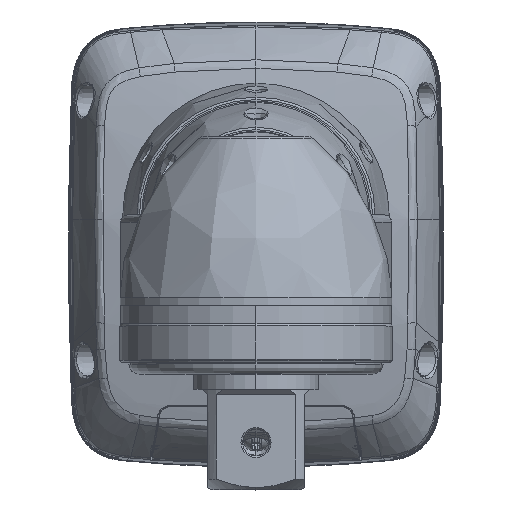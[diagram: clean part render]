
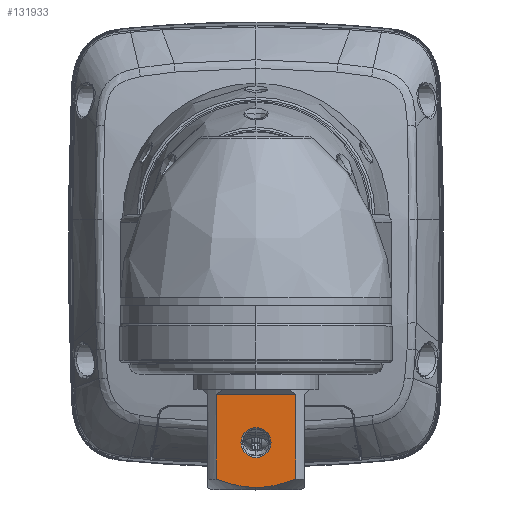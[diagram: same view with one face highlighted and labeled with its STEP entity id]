
A CAD part, top view. The second image highlights one B-rep face of the part: STEP entity #131933.
In plain terms, the highlighted planar face has unit normal (0, 0, 1).
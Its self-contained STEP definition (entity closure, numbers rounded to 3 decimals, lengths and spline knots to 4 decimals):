
#24381=DIRECTION('',(-1.,0.,0.));
#24382=VECTOR('',#24381,0.6228);
#24383=CARTESIAN_POINT('',(0.3114,-1.4055,
13.3563));
#24384=LINE('',#24383,#24382);
#24629=DIRECTION('',(0.,-1.,0.));
#24630=VECTOR('',#24629,0.6651);
#24631=CARTESIAN_POINT('',(-0.3114,-1.4055,
13.3563));
#24632=LINE('',#24631,#24630);
#24633=DIRECTION('',(0.,-1.,0.));
#24634=VECTOR('',#24633,0.6651);
#24635=CARTESIAN_POINT('',(0.3114,-1.4055,
13.3563));
#24636=LINE('',#24635,#24634);
#24637=CARTESIAN_POINT('',(0.3114,-2.0706,
13.3563));
#24638=CARTESIAN_POINT('',(0.2877,-2.0793,
13.3563));
#24639=CARTESIAN_POINT('',(0.2418,-2.095,
13.3563));
#24640=CARTESIAN_POINT('',(0.1794,-2.1126,
13.3563));
#24641=CARTESIAN_POINT('',(0.1194,-2.1255,
13.3563));
#24642=CARTESIAN_POINT('',(0.0598,-2.1335,
13.3563));
#24643=CARTESIAN_POINT('',(0.0199,-2.1354,
13.3563));
#24644=CARTESIAN_POINT('',(0.,-2.1354,13.3563));
#24646=CARTESIAN_POINT('',(0.,-2.1354,13.3563));
#24647=CARTESIAN_POINT('',(-0.0199,-2.1354,
13.3563));
#24648=CARTESIAN_POINT('',(-0.0598,-2.1335,
13.3563));
#24649=CARTESIAN_POINT('',(-0.1194,-2.1255,
13.3563));
#24650=CARTESIAN_POINT('',(-0.1794,-2.1126,
13.3563));
#24651=CARTESIAN_POINT('',(-0.2419,-2.095,
13.3563));
#24652=CARTESIAN_POINT('',(-0.2877,-2.0793,
13.3563));
#24653=CARTESIAN_POINT('',(-0.3114,-2.0706,
13.3563));
#24655=CARTESIAN_POINT('',(0.,-1.7835,13.3563));
#24656=DIRECTION('',(0.,0.,-1.));
#24657=DIRECTION('',(1.,0.,0.));
#24658=AXIS2_PLACEMENT_3D('',#24655,#24656,#24657);
#24660=CARTESIAN_POINT('',(0.,-1.7835,13.3563));
#24661=DIRECTION('',(0.,0.,-1.));
#24662=DIRECTION('',(-1.,0.,0.));
#24663=AXIS2_PLACEMENT_3D('',#24660,#24661,#24662);
#82173=CARTESIAN_POINT('',(-0.3114,-2.0706,
13.3563));
#82175=VERTEX_POINT('',#82173);
#82186=CARTESIAN_POINT('',(0.3114,-2.0706,
13.3563));
#82188=VERTEX_POINT('',#82186);
#82190=VERTEX_POINT('',#24646);
#82197=CARTESIAN_POINT('',(-0.3114,-1.4055,
13.3563));
#82198=VERTEX_POINT('',#82197);
#82205=CARTESIAN_POINT('',(0.3114,-1.4055,
13.3563));
#82206=VERTEX_POINT('',#82205);
#82229=CARTESIAN_POINT('',(0.1181,-1.7835,
13.3563));
#82230=CARTESIAN_POINT('',(-0.1181,-1.7835,
13.3563));
#82231=VERTEX_POINT('',#82229);
#82232=VERTEX_POINT('',#82230);
#131915=CARTESIAN_POINT('',(-0.376,-2.1535,
13.3563));
#131916=DIRECTION('',(0.,0.,-1.));
#131917=DIRECTION('',(1.,0.,0.));
#131918=AXIS2_PLACEMENT_3D('',#131915,#131916,#131917);
#131919=PLANE('',#131918);
#131920=ORIENTED_EDGE('',*,*,#131897,.F.);
#131921=ORIENTED_EDGE('',*,*,#131693,.F.);
#131922=ORIENTED_EDGE('',*,*,#131713,.T.);
#131923=ORIENTED_EDGE('',*,*,#131773,.T.);
#131924=ORIENTED_EDGE('',*,*,#131817,.T.);
#131925=EDGE_LOOP('',(#131920,#131921,#131922,#131923,#131924));
#131926=FACE_OUTER_BOUND('',#131925,.F.);
#131928=ORIENTED_EDGE('',*,*,#131927,.F.);
#131930=ORIENTED_EDGE('',*,*,#131929,.F.);
#131931=EDGE_LOOP('',(#131928,#131930));
#131932=FACE_BOUND('',#131931,.F.);
#131933=ADVANCED_FACE('',(#131926,#131932),#131919,.F.);
#24645=B_SPLINE_CURVE_WITH_KNOTS('',3,(#24637,#24638,#24639,#24640,#24641,
#24642,#24643,#24644),.UNSPECIFIED.,.F.,.F.,(4,1,1,1,1,4),(0.,0.2,0.4,
0.6,0.8,1.),.UNSPECIFIED.);
#24654=B_SPLINE_CURVE_WITH_KNOTS('',3,(#24646,#24647,#24648,#24649,#24650,
#24651,#24652,#24653),.UNSPECIFIED.,.F.,.F.,(4,1,1,1,1,4),(0.,0.2,0.4,
0.6,0.8,1.),.UNSPECIFIED.);
#24659=CIRCLE('',#24658,0.1181);
#24664=CIRCLE('',#24663,0.1181);
#131693=EDGE_CURVE('',#82206,#82198,#24384,.T.);
#131713=EDGE_CURVE('',#82206,#82188,#24636,.T.);
#131773=EDGE_CURVE('',#82188,#82190,#24645,.T.);
#131817=EDGE_CURVE('',#82190,#82175,#24654,.T.);
#131897=EDGE_CURVE('',#82198,#82175,#24632,.T.);
#131927=EDGE_CURVE('',#82231,#82232,#24659,.T.);
#131929=EDGE_CURVE('',#82232,#82231,#24664,.T.);
